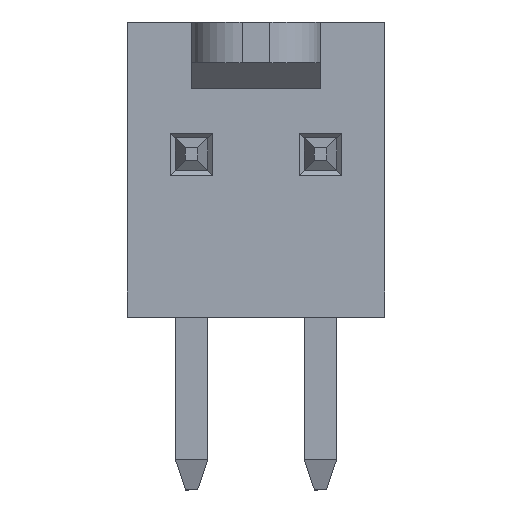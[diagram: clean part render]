
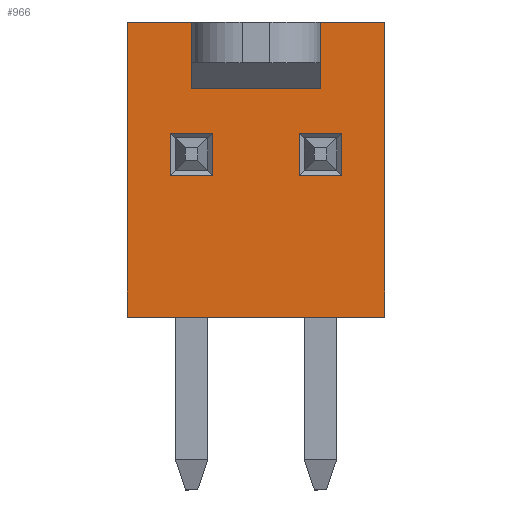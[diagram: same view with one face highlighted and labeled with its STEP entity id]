
A CAD part, top view. The second image highlights one B-rep face of the part: STEP entity #966.
In plain terms, the highlighted planar face has unit normal (0, 0, 1).
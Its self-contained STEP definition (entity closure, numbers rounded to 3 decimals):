
#3 = LINE ( 'NONE', #614, #1678 ) ;
#9 = ORIENTED_EDGE ( 'NONE', *, *, #2244, .T. ) ;
#24 = CARTESIAN_POINT ( 'NONE',  ( -0.85, 0.72, -2.45 ) ) ;
#30 = VECTOR ( 'NONE', #1607, 1000. ) ;
#51 = DIRECTION ( 'NONE',  ( -1., 0., 0. ) ) ;
#76 = VERTEX_POINT ( 'NONE', #1950 ) ;
#82 = DIRECTION ( 'NONE',  ( -1., 0., 0. ) ) ;
#94 = CARTESIAN_POINT ( 'NONE',  ( -2.54, -2.9, -2.45 ) ) ;
#105 = ORIENTED_EDGE ( 'NONE', *, *, #1630, .T. ) ;
#126 = CARTESIAN_POINT ( 'NONE',  ( -1.69, -0.12, -2.45 ) ) ;
#159 = EDGE_CURVE ( 'NONE', #1192, #960, #1584, .T. ) ;
#193 = CARTESIAN_POINT ( 'NONE',  ( 2.54, 0., -2.45 ) ) ;
#226 = VECTOR ( 'NONE', #2381, 1000. ) ;
#246 = EDGE_CURVE ( 'NONE', #865, #1567, #2078, .T. ) ;
#305 = CARTESIAN_POINT ( 'NONE',  ( 2.54, -0.12, -2.45 ) ) ;
#332 = CARTESIAN_POINT ( 'NONE',  ( 2.54, 2.9, -2.45 ) ) ;
#342 = EDGE_LOOP ( 'NONE', ( #1835, #1812, #907, #2408 ) ) ;
#350 = DIRECTION ( 'NONE',  ( 1., 0., 0. ) ) ;
#351 = FACE_BOUND ( 'NONE', #342, .T. ) ;
#362 = EDGE_CURVE ( 'NONE', #865, #597, #1680, .T. ) ;
#435 = ORIENTED_EDGE ( 'NONE', *, *, #362, .T. ) ;
#446 = VECTOR ( 'NONE', #1034, 1000. ) ;
#464 = EDGE_CURVE ( 'NONE', #2317, #1538, #650, .T. ) ;
#496 = EDGE_CURVE ( 'NONE', #1915, #581, #3, .T. ) ;
#501 = CARTESIAN_POINT ( 'NONE',  ( 1.27, 2.1, -2.45 ) ) ;
#544 = EDGE_CURVE ( 'NONE', #754, #581, #1528, .T. ) ;
#549 = CARTESIAN_POINT ( 'NONE',  ( -2.54, 0., -2.45 ) ) ;
#565 = LINE ( 'NONE', #1421, #30 ) ;
#569 = VECTOR ( 'NONE', #1303, 1000. ) ;
#577 = DIRECTION ( 'NONE',  ( 0., -1., 0. ) ) ;
#581 = VERTEX_POINT ( 'NONE', #2401 ) ;
#597 = VERTEX_POINT ( 'NONE', #2189 ) ;
#607 = VERTEX_POINT ( 'NONE', #1480 ) ;
#611 = CARTESIAN_POINT ( 'NONE',  ( -1.69, -2.9, -2.45 ) ) ;
#614 = CARTESIAN_POINT ( 'NONE',  ( 1.27, 2.1, -2.45 ) ) ;
#623 = VECTOR ( 'NONE', #51, 1000. ) ;
#650 = LINE ( 'NONE', #2278, #1067 ) ;
#745 = ORIENTED_EDGE ( 'NONE', *, *, #544, .T. ) ;
#749 = ORIENTED_EDGE ( 'NONE', *, *, #496, .F. ) ;
#754 = VERTEX_POINT ( 'NONE', #332 ) ;
#762 = DIRECTION ( 'NONE',  ( 0., -1., 0. ) ) ;
#764 = CARTESIAN_POINT ( 'NONE',  ( 1.69, -0.12, -2.45 ) ) ;
#767 = VECTOR ( 'NONE', #577, 1000. ) ;
#777 = VERTEX_POINT ( 'NONE', #1618 ) ;
#797 = LINE ( 'NONE', #1984, #976 ) ;
#798 = VECTOR ( 'NONE', #82, 1000. ) ;
#810 = VERTEX_POINT ( 'NONE', #126 ) ;
#817 = LINE ( 'NONE', #611, #1307 ) ;
#820 = EDGE_CURVE ( 'NONE', #2058, #777, #2337, .T. ) ;
#844 = CARTESIAN_POINT ( 'NONE',  ( 2.54, 0.72, -2.45 ) ) ;
#865 = VERTEX_POINT ( 'NONE', #2410 ) ;
#881 = DIRECTION ( 'NONE',  ( 0., -1., 0. ) ) ;
#889 = LINE ( 'NONE', #844, #446 ) ;
#906 = CARTESIAN_POINT ( 'NONE',  ( -1.69, 0.72, -2.45 ) ) ;
#907 = ORIENTED_EDGE ( 'NONE', *, *, #2394, .T. ) ;
#914 = ORIENTED_EDGE ( 'NONE', *, *, #2083, .F. ) ;
#950 = DIRECTION ( 'NONE',  ( 0., 0., 1. ) ) ;
#960 = VERTEX_POINT ( 'NONE', #764 ) ;
#966 = ADVANCED_FACE ( 'NONE', ( #1176, #1609, #351 ), #2037, .T. ) ;
#972 = VECTOR ( 'NONE', #1083, 1000. ) ;
#976 = VECTOR ( 'NONE', #1624, 1000. ) ;
#1024 = CARTESIAN_POINT ( 'NONE',  ( 2.54, 2.9, -2.45 ) ) ;
#1034 = DIRECTION ( 'NONE',  ( 1., 0., 0. ) ) ;
#1067 = VECTOR ( 'NONE', #1181, 1000. ) ;
#1083 = DIRECTION ( 'NONE',  ( -1., 0., 0. ) ) ;
#1132 = ORIENTED_EDGE ( 'NONE', *, *, #820, .T. ) ;
#1176 = FACE_BOUND ( 'NONE', #2085, .T. ) ;
#1181 = DIRECTION ( 'NONE',  ( 1., 0., 0. ) ) ;
#1192 = VERTEX_POINT ( 'NONE', #1953 ) ;
#1194 = EDGE_CURVE ( 'NONE', #607, #1192, #889, .T. ) ;
#1219 = EDGE_CURVE ( 'NONE', #1915, #1567, #2229, .T. ) ;
#1228 = VECTOR ( 'NONE', #1965, 1000. ) ;
#1272 = EDGE_CURVE ( 'NONE', #76, #607, #565, .T. ) ;
#1275 = EDGE_LOOP ( 'NONE', ( #1744, #435, #914, #2178, #105, #745, #749, #1299 ) ) ;
#1299 = ORIENTED_EDGE ( 'NONE', *, *, #1219, .T. ) ;
#1303 = DIRECTION ( 'NONE',  ( -1., 0., 0. ) ) ;
#1307 = VECTOR ( 'NONE', #1364, 1000. ) ;
#1342 = LINE ( 'NONE', #193, #2389 ) ;
#1364 = DIRECTION ( 'NONE',  ( 0., 1., 0. ) ) ;
#1380 = EDGE_CURVE ( 'NONE', #2066, #2058, #797, .T. ) ;
#1421 = CARTESIAN_POINT ( 'NONE',  ( 0.85, -2.9, -2.45 ) ) ;
#1422 = LINE ( 'NONE', #2148, #1228 ) ;
#1450 = ORIENTED_EDGE ( 'NONE', *, *, #1380, .T. ) ;
#1480 = CARTESIAN_POINT ( 'NONE',  ( 0.85, 0.72, -2.45 ) ) ;
#1497 = CARTESIAN_POINT ( 'NONE',  ( -1.27, 2.9, -2.45 ) ) ;
#1528 = LINE ( 'NONE', #1024, #798 ) ;
#1538 = VERTEX_POINT ( 'NONE', #1867 ) ;
#1563 = DIRECTION ( 'NONE',  ( 0., 1., 0. ) ) ;
#1567 = VERTEX_POINT ( 'NONE', #1699 ) ;
#1575 = AXIS2_PLACEMENT_3D ( 'NONE', #1864, #950, #350 ) ;
#1584 = LINE ( 'NONE', #2213, #1881 ) ;
#1607 = DIRECTION ( 'NONE',  ( 0., 1., 0. ) ) ;
#1609 = FACE_OUTER_BOUND ( 'NONE', #1275, .T. ) ;
#1618 = CARTESIAN_POINT ( 'NONE',  ( -0.85, -0.12, -2.45 ) ) ;
#1624 = DIRECTION ( 'NONE',  ( 1., 0., 0. ) ) ;
#1630 = EDGE_CURVE ( 'NONE', #1538, #754, #1342, .T. ) ;
#1678 = VECTOR ( 'NONE', #1563, 1000. ) ;
#1680 = LINE ( 'NONE', #1870, #569 ) ;
#1699 = CARTESIAN_POINT ( 'NONE',  ( -1.27, 2.1, -2.45 ) ) ;
#1744 = ORIENTED_EDGE ( 'NONE', *, *, #246, .F. ) ;
#1799 = VECTOR ( 'NONE', #762, 1000. ) ;
#1812 = ORIENTED_EDGE ( 'NONE', *, *, #159, .T. ) ;
#1835 = ORIENTED_EDGE ( 'NONE', *, *, #1194, .T. ) ;
#1864 = CARTESIAN_POINT ( 'NONE',  ( 2.54, -2.9, -2.45 ) ) ;
#1867 = CARTESIAN_POINT ( 'NONE',  ( 2.54, -2.9, -2.45 ) ) ;
#1870 = CARTESIAN_POINT ( 'NONE',  ( 2.54, 2.9, -2.45 ) ) ;
#1881 = VECTOR ( 'NONE', #881, 1000. ) ;
#1885 = ORIENTED_EDGE ( 'NONE', *, *, #2028, .T. ) ;
#1915 = VERTEX_POINT ( 'NONE', #501 ) ;
#1950 = CARTESIAN_POINT ( 'NONE',  ( 0.85, -0.12, -2.45 ) ) ;
#1953 = CARTESIAN_POINT ( 'NONE',  ( 1.69, 0.72, -2.45 ) ) ;
#1965 = DIRECTION ( 'NONE',  ( -1., 0., 0. ) ) ;
#1984 = CARTESIAN_POINT ( 'NONE',  ( 2.54, 0.72, -2.45 ) ) ;
#2028 = EDGE_CURVE ( 'NONE', #777, #810, #2105, .T. ) ;
#2037 = PLANE ( 'NONE',  #1575 ) ;
#2058 = VERTEX_POINT ( 'NONE', #24 ) ;
#2066 = VERTEX_POINT ( 'NONE', #906 ) ;
#2077 = DIRECTION ( 'NONE',  ( 0., 1., 0. ) ) ;
#2078 = LINE ( 'NONE', #1497, #1799 ) ;
#2083 = EDGE_CURVE ( 'NONE', #2317, #597, #2131, .T. ) ;
#2085 = EDGE_LOOP ( 'NONE', ( #1450, #1132, #1885, #9 ) ) ;
#2105 = LINE ( 'NONE', #305, #972 ) ;
#2131 = LINE ( 'NONE', #549, #226 ) ;
#2148 = CARTESIAN_POINT ( 'NONE',  ( 2.54, -0.12, -2.45 ) ) ;
#2177 = CARTESIAN_POINT ( 'NONE',  ( -0.85, -2.9, -2.45 ) ) ;
#2178 = ORIENTED_EDGE ( 'NONE', *, *, #464, .T. ) ;
#2189 = CARTESIAN_POINT ( 'NONE',  ( -2.54, 2.9, -2.45 ) ) ;
#2213 = CARTESIAN_POINT ( 'NONE',  ( 1.69, -2.9, -2.45 ) ) ;
#2229 = LINE ( 'NONE', #2308, #623 ) ;
#2244 = EDGE_CURVE ( 'NONE', #810, #2066, #817, .T. ) ;
#2278 = CARTESIAN_POINT ( 'NONE',  ( 2.54, -2.9, -2.45 ) ) ;
#2308 = CARTESIAN_POINT ( 'NONE',  ( 2.54, 2.1, -2.45 ) ) ;
#2317 = VERTEX_POINT ( 'NONE', #94 ) ;
#2337 = LINE ( 'NONE', #2177, #767 ) ;
#2381 = DIRECTION ( 'NONE',  ( 0., 1., 0. ) ) ;
#2389 = VECTOR ( 'NONE', #2077, 1000. ) ;
#2394 = EDGE_CURVE ( 'NONE', #960, #76, #1422, .T. ) ;
#2401 = CARTESIAN_POINT ( 'NONE',  ( 1.27, 2.9, -2.45 ) ) ;
#2408 = ORIENTED_EDGE ( 'NONE', *, *, #1272, .T. ) ;
#2410 = CARTESIAN_POINT ( 'NONE',  ( -1.27, 2.9, -2.45 ) ) ;
